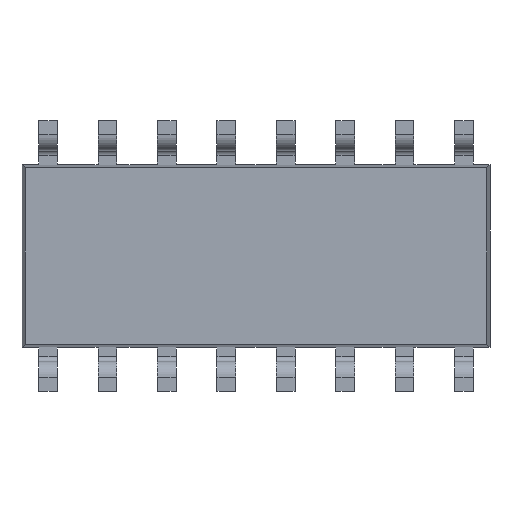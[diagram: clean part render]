
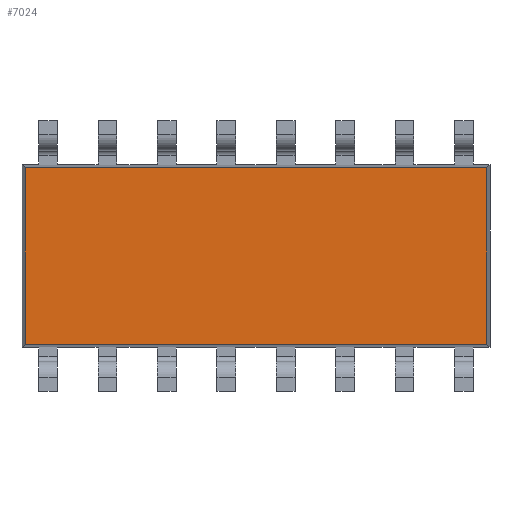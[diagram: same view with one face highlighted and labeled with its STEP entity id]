
A CAD part, top view. The second image highlights one B-rep face of the part: STEP entity #7024.
In plain terms, the highlighted planar face has unit normal (0, 0, 1).
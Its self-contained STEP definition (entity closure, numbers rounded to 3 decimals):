
#457=PLANE('',#7440);
#800=FACE_OUTER_BOUND('',#1155,.T.);
#1155=EDGE_LOOP('',(#6283,#6284,#6285,#6286));
#1847=LINE('',#12136,#2546);
#1852=LINE('',#12144,#2551);
#1853=LINE('',#12147,#2552);
#1854=LINE('',#12150,#2553);
#2546=VECTOR('',#8914,10.);
#2551=VECTOR('',#8921,10.);
#2552=VECTOR('',#8926,10.);
#2553=VECTOR('',#8931,10.);
#3334=VERTEX_POINT('',#12133);
#3335=VERTEX_POINT('',#12135);
#3336=VERTEX_POINT('',#12139);
#3337=VERTEX_POINT('',#12142);
#4313=EDGE_CURVE('',#3335,#3334,#1847,.T.);
#4318=EDGE_CURVE('',#3336,#3337,#1852,.T.);
#4319=EDGE_CURVE('',#3334,#3336,#1853,.T.);
#4320=EDGE_CURVE('',#3337,#3335,#1854,.T.);
#6283=ORIENTED_EDGE('',*,*,#4313,.T.);
#6284=ORIENTED_EDGE('',*,*,#4319,.T.);
#6285=ORIENTED_EDGE('',*,*,#4318,.T.);
#6286=ORIENTED_EDGE('',*,*,#4320,.T.);
#7024=ADVANCED_FACE('',(#800),#457,.T.);
#7440=AXIS2_PLACEMENT_3D('',#12151,#8932,#8933);
#8914=DIRECTION('',(0.,1.,0.));
#8921=DIRECTION('',(0.,-1.,0.));
#8926=DIRECTION('',(-1.,0.,0.));
#8931=DIRECTION('',(1.,0.,0.));
#8932=DIRECTION('center_axis',(0.,0.,1.));
#8933=DIRECTION('ref_axis',(1.,0.,0.));
#12133=CARTESIAN_POINT('',(4.934,1.884,0.75));
#12135=CARTESIAN_POINT('',(4.934,-1.884,0.75));
#12136=CARTESIAN_POINT('',(4.934,0.,0.75));
#12139=CARTESIAN_POINT('',(-4.934,1.884,0.75));
#12142=CARTESIAN_POINT('',(-4.934,-1.884,0.75));
#12144=CARTESIAN_POINT('',(-4.934,0.,0.75));
#12147=CARTESIAN_POINT('',(2.5,1.884,0.75));
#12150=CARTESIAN_POINT('',(2.5,-1.884,0.75));
#12151=CARTESIAN_POINT('Origin',(0.,0.,
0.75));
